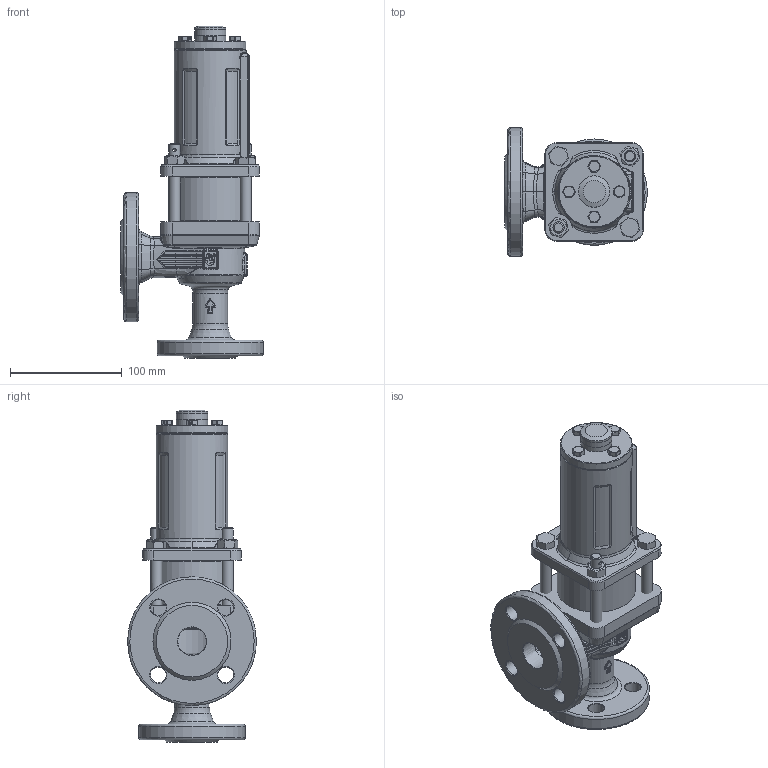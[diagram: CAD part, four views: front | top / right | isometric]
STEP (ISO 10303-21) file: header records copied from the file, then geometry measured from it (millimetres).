
FILE_DESCRIPTION(('HOOPS Exchange Step'),'2;1');
FILE_NAME('SF0602_DN15_15-25.stp','2025-06-27T13:21:53+02:00',('nieru'),('Unknown organisation'),'HOOPS Exchange 2024.2','HOOPS Exchange','Unknown authorisation');
FILE_SCHEMA( ('AP203_CONFIGURATION_CONTROLLED_3D_DESIGN_OF_MECHANICAL_PARTS_AND_ASSEMBLIES_MIM_LF') );
Length unit declared in the file: millimetre
Products named in the file (2): 0; root
Assembly tree (1 placements, depth 2):
  root
    0
Bounding box: 127.5 x 115 x 296.45 mm (x, y, z)
Volume: 1065682.5 mm3; surface area: 179185.8 mm2
Topology: 16 solids, 16 shells, 1278 faces, 3168 edges, 1917 vertices
Faces by surface type: bspline 499, cylinder 315, plane 251, torus 140, cone 70, sphere 3
Full cylindrical faces by diameter (mm): 2 x2, 3 x1, 8.376 x2, 8.9 x4, 10 x7, 14 x8, 15.5 x1, 17.3 x1, 25.8 x1, 28 x3, 31.2 x1, 33.189 x1, 57.325 x1, 64 x2, 66 x2, 70 x1, 95 x1, 115 x1
Entity records: 83102 total; most frequent: CARTESIAN_POINT 56125, ORIENTED_EDGE 6220, DIRECTION 4382, EDGE_CURVE 3110, VERTEX_POINT 1917, AXIS2_PLACEMENT_3D 1788, EDGE_LOOP 1361, FACE_BOUND 1361
